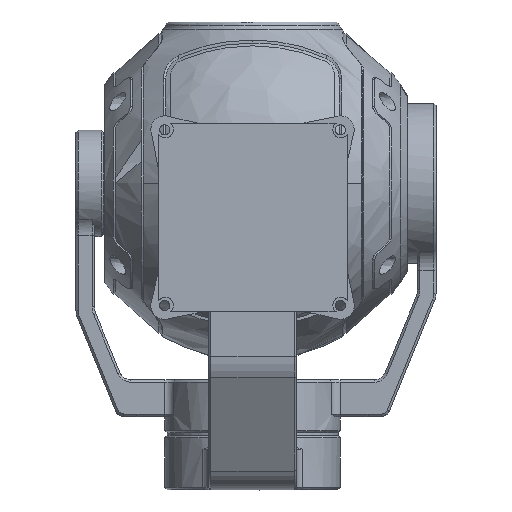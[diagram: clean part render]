
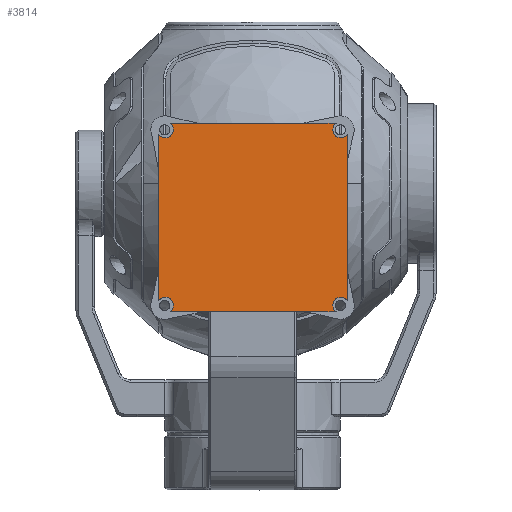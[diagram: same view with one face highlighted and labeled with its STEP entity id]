
A CAD part, top view. The second image highlights one B-rep face of the part: STEP entity #3814.
In plain terms, the highlighted free-form (B-spline) face has degree [1, 1] with [2, 2] control points.
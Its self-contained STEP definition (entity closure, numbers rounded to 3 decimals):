
#3406 = VERTEX_POINT('',#3407);
#3407 = CARTESIAN_POINT('',(-13.025,10.657,
    -12.463));
#3412 = EDGE_CURVE('',#3413,#3406,#3415,.T.);
#3413 = VERTEX_POINT('',#3414);
#3414 = CARTESIAN_POINT('',(-13.025,48.734,
    -12.463));
#3415 = B_SPLINE_CURVE_WITH_KNOTS('',1,(#3416,#3417),.UNSPECIFIED.,.F.,
  .F.,(2,2),(-0.022,35.878),
  .PIECEWISE_BEZIER_KNOTS.);
#3416 = CARTESIAN_POINT('',(-13.025,48.734,
    -12.463));
#3417 = CARTESIAN_POINT('',(-13.025,10.657,
    -12.463));
#3472 = VERTEX_POINT('',#3473);
#3473 = CARTESIAN_POINT('',(-10.426,51.333,
    -12.463));
#3478 = EDGE_CURVE('',#3479,#3472,#3481,.T.);
#3479 = VERTEX_POINT('',#3480);
#3480 = CARTESIAN_POINT('',(27.651,51.333,
    -12.463));
#3481 = B_SPLINE_CURVE_WITH_KNOTS('',1,(#3482,#3483),.UNSPECIFIED.,.F.,
  .F.,(2,2),(-0.022,35.878),
  .PIECEWISE_BEZIER_KNOTS.);
#3482 = CARTESIAN_POINT('',(27.651,51.333,
    -12.463));
#3483 = CARTESIAN_POINT('',(-10.426,51.333,
    -12.463));
#3538 = VERTEX_POINT('',#3539);
#3539 = CARTESIAN_POINT('',(30.249,48.734,
    -12.463));
#3544 = EDGE_CURVE('',#3545,#3538,#3547,.T.);
#3545 = VERTEX_POINT('',#3546);
#3546 = CARTESIAN_POINT('',(30.249,10.657,
    -12.463));
#3547 = B_SPLINE_CURVE_WITH_KNOTS('',1,(#3548,#3549),.UNSPECIFIED.,.F.,
  .F.,(2,2),(-0.022,35.878),
  .PIECEWISE_BEZIER_KNOTS.);
#3548 = CARTESIAN_POINT('',(30.249,10.657,
    -12.463));
#3549 = CARTESIAN_POINT('',(30.249,48.734,
    -12.463));
#3634 = VERTEX_POINT('',#3635);
#3635 = CARTESIAN_POINT('',(27.651,8.058,
    -12.463));
#3640 = EDGE_CURVE('',#3641,#3634,#3643,.T.);
#3641 = VERTEX_POINT('',#3642);
#3642 = CARTESIAN_POINT('',(-10.426,8.058,
    -12.463));
#3643 = B_SPLINE_CURVE_WITH_KNOTS('',1,(#3644,#3645),.UNSPECIFIED.,.F.,
  .F.,(2,2),(-0.022,35.878),
  .PIECEWISE_BEZIER_KNOTS.);
#3644 = CARTESIAN_POINT('',(-10.426,8.058,
    -12.463));
#3645 = CARTESIAN_POINT('',(27.651,8.058,
    -12.463));
#3691 = EDGE_CURVE('',#3538,#3479,#3692,.T.);
#3692 = ( BOUNDED_CURVE() B_SPLINE_CURVE(2,(#3693,#3694,#3695,#3696,
#3697),.UNSPECIFIED.,.F.,.F.) B_SPLINE_CURVE_WITH_KNOTS((3,2,3),(
    3.785,5.498,7.21),
.PIECEWISE_BEZIER_KNOTS.) CURVE() GEOMETRIC_REPRESENTATION_ITEM() 
RATIONAL_B_SPLINE_CURVE((1.,0.655,1.,0.655,1.)) 
REPRESENTATION_ITEM('') );
#3693 = CARTESIAN_POINT('',(30.249,48.734,
    -12.463));
#3694 = CARTESIAN_POINT('',(28.965,47.022,
    -12.463));
#3695 = CARTESIAN_POINT('',(27.452,48.535,
    -12.463));
#3696 = CARTESIAN_POINT('',(25.939,50.048,
    -12.463));
#3697 = CARTESIAN_POINT('',(27.651,51.333,
    -12.463));
#3723 = EDGE_CURVE('',#3472,#3413,#3724,.T.);
#3724 = ( BOUNDED_CURVE() B_SPLINE_CURVE(2,(#3725,#3726,#3727,#3728,
#3729),.UNSPECIFIED.,.F.,.F.) B_SPLINE_CURVE_WITH_KNOTS((3,2,3),(
    2.214,3.927,5.64),
.PIECEWISE_BEZIER_KNOTS.) CURVE() GEOMETRIC_REPRESENTATION_ITEM() 
RATIONAL_B_SPLINE_CURVE((1.,0.655,1.,0.655,1.)) 
REPRESENTATION_ITEM('') );
#3725 = CARTESIAN_POINT('',(-10.426,51.333,
    -12.463));
#3726 = CARTESIAN_POINT('',(-8.714,50.048,
    -12.463));
#3727 = CARTESIAN_POINT('',(-10.228,48.535,
    -12.463));
#3728 = CARTESIAN_POINT('',(-11.741,47.022,
    -12.463));
#3729 = CARTESIAN_POINT('',(-13.025,48.734,
    -12.463));
#3755 = EDGE_CURVE('',#3406,#3641,#3756,.T.);
#3756 = ( BOUNDED_CURVE() B_SPLINE_CURVE(2,(#3757,#3758,#3759,#3760,
#3761),.UNSPECIFIED.,.F.,.F.) B_SPLINE_CURVE_WITH_KNOTS((3,2,3),(
    0.644,2.356,4.069),
.PIECEWISE_BEZIER_KNOTS.) CURVE() GEOMETRIC_REPRESENTATION_ITEM() 
RATIONAL_B_SPLINE_CURVE((1.,0.655,1.,0.655,1.)) 
REPRESENTATION_ITEM('') );
#3757 = CARTESIAN_POINT('',(-13.025,10.657,
    -12.463));
#3758 = CARTESIAN_POINT('',(-11.741,12.369,
    -12.463));
#3759 = CARTESIAN_POINT('',(-10.228,10.856,
    -12.463));
#3760 = CARTESIAN_POINT('',(-8.714,9.342,
    -12.463));
#3761 = CARTESIAN_POINT('',(-10.426,8.058,
    -12.463));
#3787 = EDGE_CURVE('',#3634,#3545,#3788,.T.);
#3788 = ( BOUNDED_CURVE() B_SPLINE_CURVE(2,(#3789,#3790,#3791,#3792,
#3793),.UNSPECIFIED.,.F.,.F.) B_SPLINE_CURVE_WITH_KNOTS((3,2,3),(
    5.356,7.069,8.781),
.PIECEWISE_BEZIER_KNOTS.) CURVE() GEOMETRIC_REPRESENTATION_ITEM() 
RATIONAL_B_SPLINE_CURVE((1.,0.655,1.,0.655,1.)) 
REPRESENTATION_ITEM('') );
#3789 = CARTESIAN_POINT('',(27.651,8.058,
    -12.463));
#3790 = CARTESIAN_POINT('',(25.939,9.342,
    -12.463));
#3791 = CARTESIAN_POINT('',(27.452,10.856,
    -12.463));
#3792 = CARTESIAN_POINT('',(28.965,12.369,
    -12.463));
#3793 = CARTESIAN_POINT('',(30.249,10.657,
    -12.463));
#3814 = ADVANCED_FACE('',(#3815),#3825,.F.);
#3815 = FACE_BOUND('',#3816,.T.);
#3816 = EDGE_LOOP('',(#3817,#3818,#3819,#3820,#3821,#3822,#3823,#3824));
#3817 = ORIENTED_EDGE('',*,*,#3544,.T.);
#3818 = ORIENTED_EDGE('',*,*,#3691,.T.);
#3819 = ORIENTED_EDGE('',*,*,#3478,.T.);
#3820 = ORIENTED_EDGE('',*,*,#3723,.T.);
#3821 = ORIENTED_EDGE('',*,*,#3412,.T.);
#3822 = ORIENTED_EDGE('',*,*,#3755,.T.);
#3823 = ORIENTED_EDGE('',*,*,#3640,.T.);
#3824 = ORIENTED_EDGE('',*,*,#3787,.T.);
#3825 = B_SPLINE_SURFACE_WITH_KNOTS('',1,1,(
    (#3826,#3827)
    ,(#3828,#3829
    )),.UNSPECIFIED.,.F.,.F.,.F.,(2,2),(2,2),(-39.5,1.3),(-1.3,39.5),
  .PIECEWISE_BEZIER_KNOTS.);
#3826 = CARTESIAN_POINT('',(-13.025,51.333,
    -12.463));
#3827 = CARTESIAN_POINT('',(-13.025,8.058,-12.463
    ));
#3828 = CARTESIAN_POINT('',(30.249,51.333,
    -12.463));
#3829 = CARTESIAN_POINT('',(30.249,8.058,
    -12.463));
